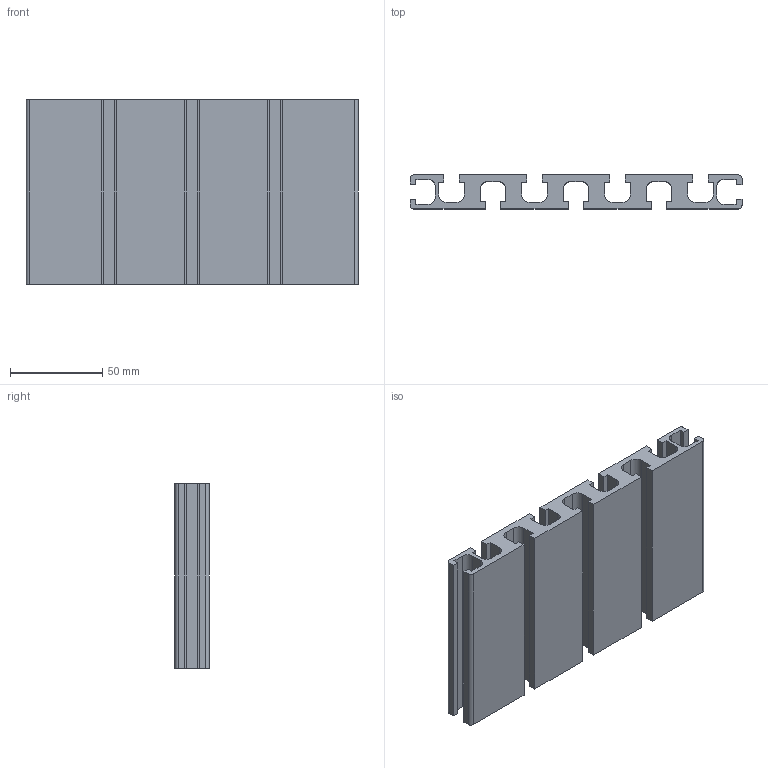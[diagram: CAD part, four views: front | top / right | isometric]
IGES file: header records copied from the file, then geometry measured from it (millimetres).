
Global section: file name: 101180.stp.ipt; native system: Autodesk Inventor 2014; preprocessor: unknown; author: zeman; date: 20151016.101150; units: millimetre
Bounding box: 180 x 18.5 x 100 mm (x, y, z)
Volume: 176369.2 mm3; surface area: 76173.8 mm2
Topology: 1 solids, 1 shells, 100 faces, 294 edges, 196 vertices
Faces by surface type: plane 78, revolution 18, cylinder 4
